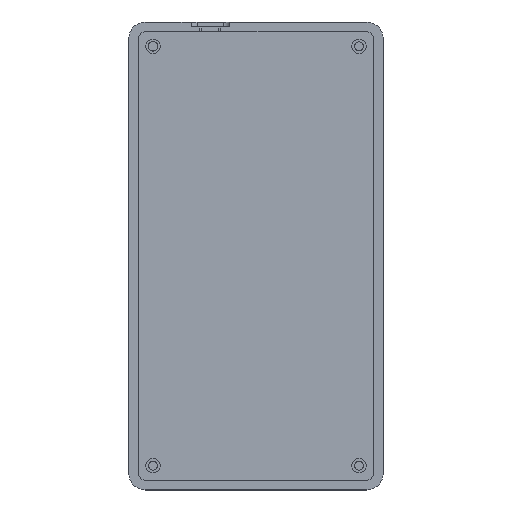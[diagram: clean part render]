
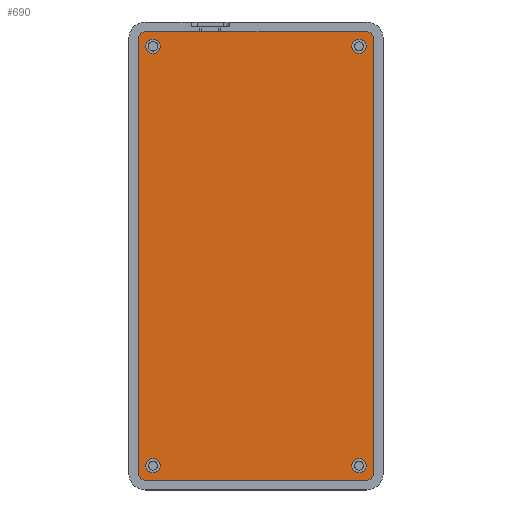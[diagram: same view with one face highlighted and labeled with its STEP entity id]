
A CAD part, top view. The second image highlights one B-rep face of the part: STEP entity #690.
In plain terms, the highlighted planar face has unit normal (0, 0, 1).
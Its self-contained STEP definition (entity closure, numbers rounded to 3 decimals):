
#19=FACE_BOUND('',#121,.T.);
#20=FACE_BOUND('',#122,.T.);
#21=FACE_BOUND('',#123,.T.);
#22=FACE_BOUND('',#124,.T.);
#38=PLANE('',#768);
#74=FACE_OUTER_BOUND('',#120,.T.);
#120=EDGE_LOOP('',(#573,#574,#575,#576,#577,#578,#579,#580));
#121=EDGE_LOOP('',(#581));
#122=EDGE_LOOP('',(#582));
#123=EDGE_LOOP('',(#583));
#124=EDGE_LOOP('',(#584));
#162=LINE('',#1094,#218);
#179=LINE('',#1175,#235);
#180=LINE('',#1179,#236);
#181=LINE('',#1183,#237);
#218=VECTOR('',#864,10.);
#235=VECTOR('',#961,10.);
#236=VECTOR('',#964,10.);
#237=VECTOR('',#969,10.);
#279=CIRCLE('',#761,2.25);
#280=CIRCLE('',#763,2.25);
#281=CIRCLE('',#765,2.25);
#282=CIRCLE('',#767,2.25);
#283=CIRCLE('',#769,2.191);
#284=CIRCLE('',#770,2.191);
#285=CIRCLE('',#771,2.191);
#286=CIRCLE('',#772,2.191);
#321=VERTEX_POINT('',#1091);
#322=VERTEX_POINT('',#1093);
#340=VERTEX_POINT('',#1155);
#341=VERTEX_POINT('',#1159);
#342=VERTEX_POINT('',#1163);
#343=VERTEX_POINT('',#1167);
#344=VERTEX_POINT('',#1171);
#345=VERTEX_POINT('',#1172);
#346=VERTEX_POINT('',#1174);
#347=VERTEX_POINT('',#1176);
#348=VERTEX_POINT('',#1178);
#349=VERTEX_POINT('',#1181);
#394=EDGE_CURVE('',#322,#321,#162,.T.);
#422=EDGE_CURVE('',#340,#340,#279,.T.);
#424=EDGE_CURVE('',#341,#341,#280,.T.);
#426=EDGE_CURVE('',#342,#342,#281,.T.);
#428=EDGE_CURVE('',#343,#343,#282,.T.);
#429=EDGE_CURVE('',#344,#345,#283,.T.);
#430=EDGE_CURVE('',#345,#346,#179,.T.);
#431=EDGE_CURVE('',#346,#347,#284,.T.);
#432=EDGE_CURVE('',#347,#348,#180,.T.);
#433=EDGE_CURVE('',#348,#322,#285,.T.);
#434=EDGE_CURVE('',#321,#349,#286,.T.);
#435=EDGE_CURVE('',#349,#344,#181,.T.);
#573=ORIENTED_EDGE('',*,*,#429,.T.);
#574=ORIENTED_EDGE('',*,*,#430,.T.);
#575=ORIENTED_EDGE('',*,*,#431,.T.);
#576=ORIENTED_EDGE('',*,*,#432,.T.);
#577=ORIENTED_EDGE('',*,*,#433,.T.);
#578=ORIENTED_EDGE('',*,*,#394,.T.);
#579=ORIENTED_EDGE('',*,*,#434,.T.);
#580=ORIENTED_EDGE('',*,*,#435,.T.);
#581=ORIENTED_EDGE('',*,*,#428,.T.);
#582=ORIENTED_EDGE('',*,*,#426,.T.);
#583=ORIENTED_EDGE('',*,*,#424,.T.);
#584=ORIENTED_EDGE('',*,*,#422,.F.);
#690=ADVANCED_FACE('',(#74,#19,#20,#21,#22),#38,.T.);
#761=AXIS2_PLACEMENT_3D('',#1157,#940,#941);
#763=AXIS2_PLACEMENT_3D('',#1161,#945,#946);
#765=AXIS2_PLACEMENT_3D('',#1165,#950,#951);
#767=AXIS2_PLACEMENT_3D('',#1169,#955,#956);
#768=AXIS2_PLACEMENT_3D('',#1170,#957,#958);
#769=AXIS2_PLACEMENT_3D('',#1173,#959,#960);
#770=AXIS2_PLACEMENT_3D('',#1177,#962,#963);
#771=AXIS2_PLACEMENT_3D('',#1180,#965,#966);
#772=AXIS2_PLACEMENT_3D('',#1182,#967,#968);
#864=DIRECTION('',(-1.,0.,0.));
#940=DIRECTION('center_axis',(0.,0.,1.));
#941=DIRECTION('ref_axis',(-1.,0.,0.));
#945=DIRECTION('center_axis',(0.,0.,-1.));
#946=DIRECTION('ref_axis',(-1.,0.,0.));
#950=DIRECTION('center_axis',(0.,0.,-1.));
#951=DIRECTION('ref_axis',(-1.,0.,0.));
#955=DIRECTION('center_axis',(0.,0.,-1.));
#956=DIRECTION('ref_axis',(-1.,0.,0.));
#957=DIRECTION('center_axis',(0.,0.,1.));
#958=DIRECTION('ref_axis',(-1.,0.,0.));
#959=DIRECTION('center_axis',(0.,0.,1.));
#960=DIRECTION('ref_axis',(-1.,0.,0.));
#961=DIRECTION('',(1.,0.,0.));
#962=DIRECTION('center_axis',(0.,0.,1.));
#963=DIRECTION('ref_axis',(0.,-1.,0.));
#964=DIRECTION('',(0.,1.,0.));
#965=DIRECTION('center_axis',(0.,0.,1.));
#966=DIRECTION('ref_axis',(1.,0.,0.));
#967=DIRECTION('center_axis',(0.,0.,1.));
#968=DIRECTION('ref_axis',(0.,1.,0.));
#969=DIRECTION('',(0.,-1.,0.));
#1091=CARTESIAN_POINT('',(61.641,-33.481,-3.5));
#1093=CARTESIAN_POINT('',(130.698,-33.481,-3.5));
#1094=CARTESIAN_POINT('',(78.905,-33.481,-3.5));
#1155=CARTESIAN_POINT('',(66.273,-169.023,-3.5));
#1157=CARTESIAN_POINT('Origin',(64.023,-169.023,-3.5));
#1159=CARTESIAN_POINT('',(66.273,-38.053,-3.5));
#1161=CARTESIAN_POINT('Origin',(64.023,-38.053,-3.5));
#1163=CARTESIAN_POINT('',(130.567,-38.053,-3.5));
#1165=CARTESIAN_POINT('Origin',(128.317,-38.053,-3.5));
#1167=CARTESIAN_POINT('',(130.567,-169.023,-3.5));
#1169=CARTESIAN_POINT('Origin',(128.317,-169.023,-3.5));
#1170=CARTESIAN_POINT('Origin',(96.17,-103.538,-3.5));
#1171=CARTESIAN_POINT('',(59.451,-171.404,-3.5));
#1172=CARTESIAN_POINT('',(61.641,-173.595,-3.5));
#1173=CARTESIAN_POINT('Origin',(61.641,-171.404,-3.5));
#1174=CARTESIAN_POINT('',(130.698,-173.595,-3.5));
#1175=CARTESIAN_POINT('',(113.434,-173.595,-3.5));
#1176=CARTESIAN_POINT('',(132.889,-171.404,-3.5));
#1177=CARTESIAN_POINT('Origin',(130.698,-171.404,-3.5));
#1178=CARTESIAN_POINT('',(132.889,-35.672,-3.5));
#1179=CARTESIAN_POINT('',(132.889,-69.605,-3.5));
#1180=CARTESIAN_POINT('Origin',(130.698,-35.672,-3.5));
#1181=CARTESIAN_POINT('',(59.451,-35.672,-3.5));
#1182=CARTESIAN_POINT('Origin',(61.641,-35.672,-3.5));
#1183=CARTESIAN_POINT('',(59.451,-137.471,-3.5));
